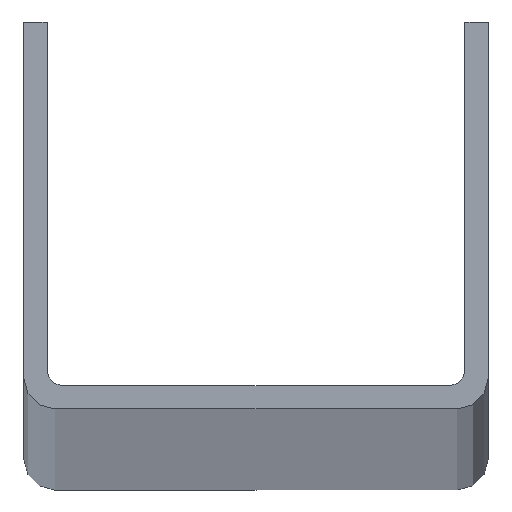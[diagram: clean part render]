
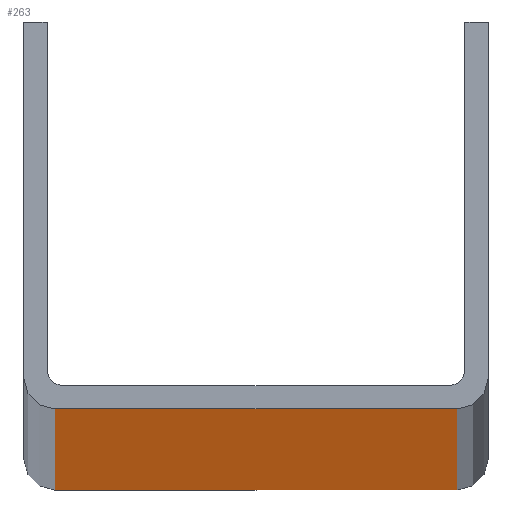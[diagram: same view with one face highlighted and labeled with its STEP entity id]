
A CAD part, top view. The second image highlights one B-rep face of the part: STEP entity #263.
In plain terms, the highlighted planar face has unit normal (0, -1, 0).
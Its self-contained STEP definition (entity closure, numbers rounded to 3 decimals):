
#29=FACE_OUTER_BOUND('',#43,.T.);
#43=EDGE_LOOP('',(#219,#220,#221,#222));
#57=LINE('',#393,#85);
#78=LINE('',#445,#106);
#79=LINE('',#449,#107);
#80=LINE('',#450,#108);
#85=VECTOR('',#317,10.);
#106=VECTOR('',#366,10.);
#107=VECTOR('',#371,10.);
#108=VECTOR('',#372,10.);
#114=VERTEX_POINT('',#390);
#115=VERTEX_POINT('',#392);
#132=VERTEX_POINT('',#444);
#133=VERTEX_POINT('',#448);
#138=EDGE_CURVE('',#115,#114,#57,.T.);
#164=EDGE_CURVE('',#132,#115,#78,.T.);
#166=EDGE_CURVE('',#133,#114,#79,.T.);
#167=EDGE_CURVE('',#133,#132,#80,.T.);
#219=ORIENTED_EDGE('',*,*,#166,.F.);
#220=ORIENTED_EDGE('',*,*,#167,.T.);
#221=ORIENTED_EDGE('',*,*,#164,.T.);
#222=ORIENTED_EDGE('',*,*,#138,.T.);
#250=PLANE('',#304);
#263=ADVANCED_FACE('',(#29),#250,.T.);
#304=AXIS2_PLACEMENT_3D('',#447,#369,#370);
#317=DIRECTION('',(-1.,0.,0.));
#366=DIRECTION('',(0.,0.,1.));
#369=DIRECTION('center_axis',(0.,-1.,0.));
#370=DIRECTION('ref_axis',(0.,0.,-1.));
#371=DIRECTION('',(0.,0.,1.));
#372=DIRECTION('',(1.,0.,0.));
#390=CARTESIAN_POINT('',(4.,0.,6000.));
#392=CARTESIAN_POINT('',(56.,0.,6000.));
#393=CARTESIAN_POINT('',(56.,0.,6000.));
#444=CARTESIAN_POINT('',(56.,0.,0.));
#445=CARTESIAN_POINT('',(56.,0.,0.));
#447=CARTESIAN_POINT('Origin',(56.,0.,0.));
#448=CARTESIAN_POINT('',(4.,0.,0.));
#449=CARTESIAN_POINT('',(4.,0.,0.));
#450=CARTESIAN_POINT('',(4.,0.,0.));
